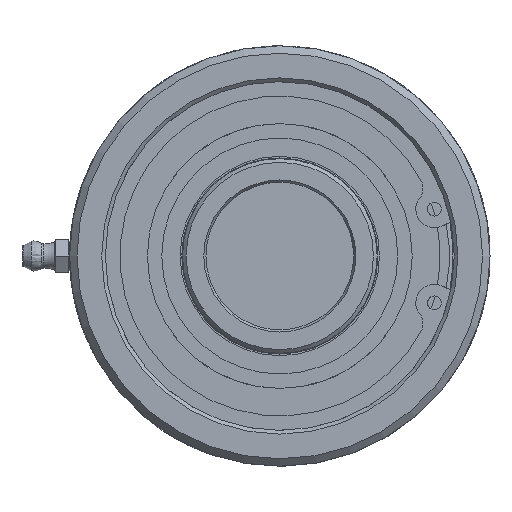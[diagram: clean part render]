
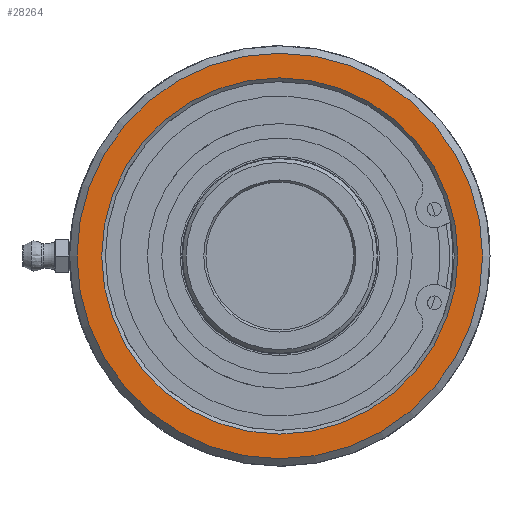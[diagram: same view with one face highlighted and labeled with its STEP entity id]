
A CAD part, left-side view. The second image highlights one B-rep face of the part: STEP entity #28264.
In plain terms, the highlighted planar face has unit normal (-1, 0, 0).
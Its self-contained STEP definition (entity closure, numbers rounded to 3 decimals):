
#236=FACE_BOUND('',#8326,.T.);
#821=PLANE('',#29883);
#6602=FACE_OUTER_BOUND('',#8325,.T.);
#8325=EDGE_LOOP('',(#25702));
#8326=EDGE_LOOP('',(#25703));
#9229=CIRCLE('',#29882,38.34);
#9230=CIRCLE('',#29884,43.65);
#13513=VERTEX_POINT('',#63905);
#13514=VERTEX_POINT('',#63909);
#17616=EDGE_CURVE('',#13513,#13513,#9229,.T.);
#17617=EDGE_CURVE('',#13514,#13514,#9230,.T.);
#25702=ORIENTED_EDGE('',*,*,#17617,.F.);
#25703=ORIENTED_EDGE('',*,*,#17616,.F.);
#28264=ADVANCED_FACE('',(#6602,#236),#821,.F.);
#29882=AXIS2_PLACEMENT_3D('',#63907,#34738,#34739);
#29883=AXIS2_PLACEMENT_3D('',#63908,#34740,#34741);
#29884=AXIS2_PLACEMENT_3D('',#63910,#34742,#34743);
#34738=DIRECTION('center_axis',(-1.,0.,0.));
#34739=DIRECTION('ref_axis',(0.,-1.,0.));
#34740=DIRECTION('center_axis',(1.,0.,0.));
#34741=DIRECTION('ref_axis',(0.,0.,-1.));
#34742=DIRECTION('center_axis',(1.,0.,0.));
#34743=DIRECTION('ref_axis',(0.,1.,0.));
#63905=CARTESIAN_POINT('',(-6.8,38.34,0.));
#63907=CARTESIAN_POINT('Origin',(-6.8,0.,0.));
#63908=CARTESIAN_POINT('Origin',(-6.8,47.988,0.));
#63909=CARTESIAN_POINT('',(-6.8,-43.65,0.));
#63910=CARTESIAN_POINT('Origin',(-6.8,0.,0.));
